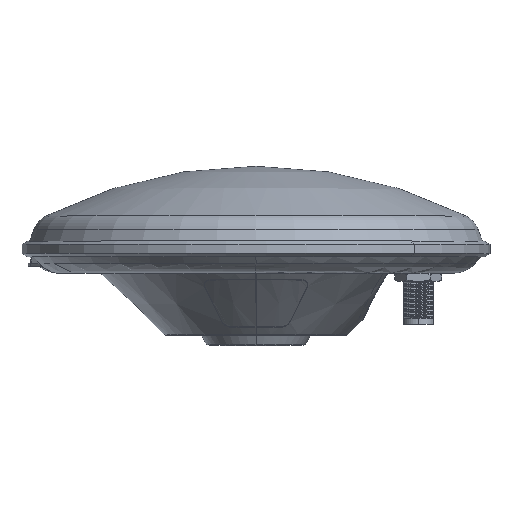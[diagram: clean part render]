
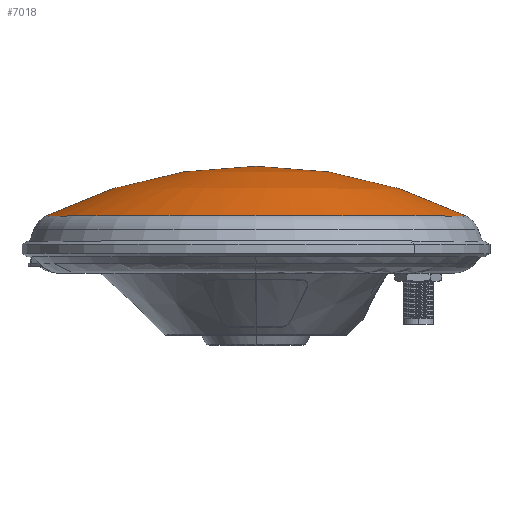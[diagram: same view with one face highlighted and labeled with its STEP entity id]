
A CAD part, top view. The second image highlights one B-rep face of the part: STEP entity #7018.
In plain terms, the highlighted spherical face has radius 150 mm.
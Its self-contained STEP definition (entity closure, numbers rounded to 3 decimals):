
#4210 = SPHERICAL_SURFACE ( 'NONE', #6530, 150. ) ;
#6530 = AXIS2_PLACEMENT_3D ( 'NONE', #34287, #17823, #10689 ) ;
#6651 = DIRECTION ( 'NONE',  ( 0., 1., 0. ) ) ;
#7018 = ADVANCED_FACE ( 'NONE', ( #41201 ), #4210, .T. ) ;
#10689 = DIRECTION ( 'NONE',  ( 1., 0., 0. ) ) ;
#13127 = ORIENTED_EDGE ( 'NONE', *, *, #20320, .T. ) ;
#16321 = AXIS2_PLACEMENT_3D ( 'NONE', #23570, #37138, #6651 ) ;
#17823 = DIRECTION ( 'NONE',  ( 0., -1., 0. ) ) ;
#20320 = EDGE_CURVE ( 'NONE', #23039, #29721, #24868, .T. ) ;
#20688 = EDGE_LOOP ( 'NONE', ( #42839, #13127 ) ) ;
#23039 = VERTEX_POINT ( 'NONE', #40354 ) ;
#23548 = CIRCLE ( 'NONE', #40598, 67.316 ) ;
#23570 = CARTESIAN_POINT ( 'NONE',  ( 0., -126., 0. ) ) ;
#24868 = CIRCLE ( 'NONE', #16321, 150. ) ;
#27169 = CARTESIAN_POINT ( 'NONE',  ( 0., 8.047, 0. ) ) ;
#29721 = VERTEX_POINT ( 'NONE', #41060 ) ;
#34272 = DIRECTION ( 'NONE',  ( 0., 1., 0. ) ) ;
#34287 = CARTESIAN_POINT ( 'NONE',  ( 0., -126., 0. ) ) ;
#37138 = DIRECTION ( 'NONE',  ( 0., 0., 1. ) ) ;
#37385 = DIRECTION ( 'NONE',  ( -1., 0., 0. ) ) ;
#40354 = CARTESIAN_POINT ( 'NONE',  ( 67.316, 8.047, 0. ) ) ;
#40598 = AXIS2_PLACEMENT_3D ( 'NONE', #27169, #34272, #37385 ) ;
#41060 = CARTESIAN_POINT ( 'NONE',  ( -67.316, 8.047, 0. ) ) ;
#41201 = FACE_OUTER_BOUND ( 'NONE', #20688, .T. ) ;
#42839 = ORIENTED_EDGE ( 'NONE', *, *, #43258, .T. ) ;
#43258 = EDGE_CURVE ( 'NONE', #29721, #23039, #23548, .T. ) ;
